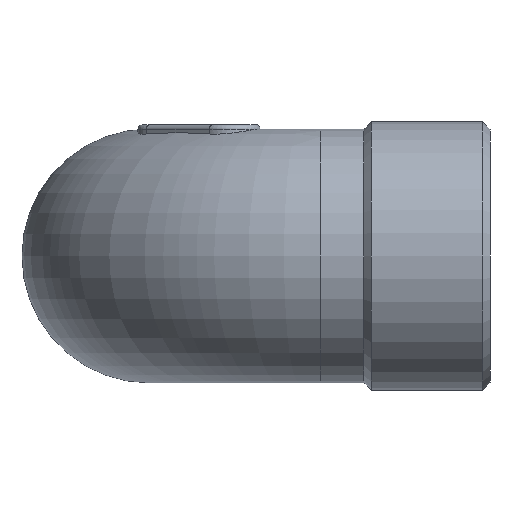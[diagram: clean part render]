
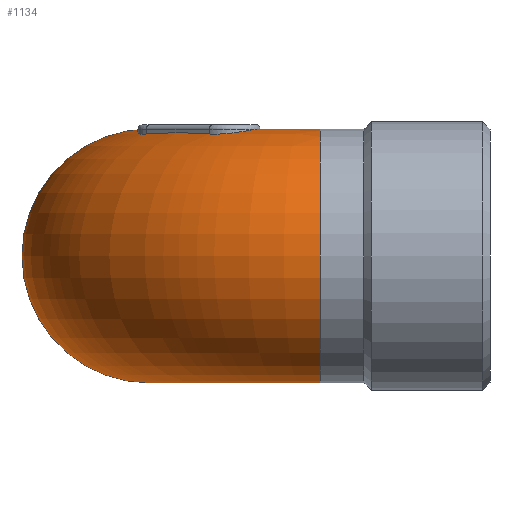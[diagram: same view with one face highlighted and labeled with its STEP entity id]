
A CAD part, left-side view. The second image highlights one B-rep face of the part: STEP entity #1134.
In plain terms, the highlighted toroidal (fillet/blend) face has major radius 11.55 mm and minor radius 8.55 mm.
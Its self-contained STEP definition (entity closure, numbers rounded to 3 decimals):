
#49=CIRCLE('',#1183,8.55);
#52=CIRCLE('',#1187,8.55);
#62=TOROIDAL_SURFACE('',#1205,11.55,8.55);
#518=ORIENTED_EDGE('',*,*,#677,.F.);
#519=ORIENTED_EDGE('',*,*,#674,.T.);
#520=ORIENTED_EDGE('',*,*,#665,.T.);
#521=ORIENTED_EDGE('',*,*,#670,.T.);
#522=ORIENTED_EDGE('',*,*,#662,.T.);
#523=ORIENTED_EDGE('',*,*,#661,.T.);
#524=ORIENTED_EDGE('',*,*,#672,.T.);
#525=ORIENTED_EDGE('',*,*,#684,.T.);
#661=EDGE_CURVE('',#775,#776,#866,.T.);
#662=EDGE_CURVE('',#766,#775,#867,.T.);
#665=EDGE_CURVE('',#777,#778,#868,.T.);
#670=EDGE_CURVE('',#778,#766,#869,.T.);
#672=EDGE_CURVE('',#776,#783,#870,.T.);
#674=EDGE_CURVE('',#784,#784,#49,.T.);
#677=EDGE_CURVE('',#787,#787,#52,.T.);
#684=EDGE_CURVE('',#783,#777,#871,.T.);
#766=VERTEX_POINT('',#2365);
#775=VERTEX_POINT('',#2388);
#776=VERTEX_POINT('',#2390);
#777=VERTEX_POINT('',#2403);
#778=VERTEX_POINT('',#2405);
#783=VERTEX_POINT('',#2428);
#784=VERTEX_POINT('',#2439);
#787=VERTEX_POINT('',#2446);
#866=B_SPLINE_CURVE_WITH_KNOTS('',3,(#2391,#2392,#2393,#2394),
 .UNSPECIFIED.,.F.,.F.,(4,4),(0.,0.006),
 .UNSPECIFIED.);
#867=B_SPLINE_CURVE_WITH_KNOTS('',3,(#2396,#2397,#2398,#2399,#2400),
 .UNSPECIFIED.,.F.,.F.,(4,1,4),(0.,0.002,
0.004),.UNSPECIFIED.);
#868=B_SPLINE_CURVE_WITH_KNOTS('',3,(#2406,#2407,#2408,#2409,#2410),
 .UNSPECIFIED.,.F.,.F.,(4,1,4),(0.,0.003,
0.006),.UNSPECIFIED.);
#869=B_SPLINE_CURVE_WITH_KNOTS('',3,(#2422,#2423,#2424,#2425),
 .UNSPECIFIED.,.F.,.F.,(4,4),(0.,0.002),
 .UNSPECIFIED.);
#870=B_SPLINE_CURVE_WITH_KNOTS('',3,(#2429,#2430,#2431,#2432,#2433,#2434),
 .UNSPECIFIED.,.F.,.F.,(4,1,1,4),(0.,0.001,
0.002,0.004),.UNSPECIFIED.);
#871=B_SPLINE_CURVE_WITH_KNOTS('',3,(#2468,#2469,#2470,#2471),
 .UNSPECIFIED.,.F.,.F.,(4,4),(-0.001,0.002),
 .UNSPECIFIED.);
#957=EDGE_LOOP('',(#518));
#958=EDGE_LOOP('',(#519));
#959=EDGE_LOOP('',(#520,#521,#522,#523,#524,#525));
#1047=FACE_BOUND('',#957,.T.);
#1048=FACE_BOUND('',#958,.T.);
#1049=FACE_BOUND('',#959,.T.);
#1134=ADVANCED_FACE('',(#1047,#1048,#1049),#62,.T.);
#1183=AXIS2_PLACEMENT_3D('',#2438,#1333,#1334);
#1187=AXIS2_PLACEMENT_3D('',#2445,#1341,#1342);
#1205=AXIS2_PLACEMENT_3D('',#2474,#1377,#1378);
#1333=DIRECTION('',(0.,1.,0.));
#1334=DIRECTION('',(0.,0.,1.));
#1341=DIRECTION('',(1.,0.,0.));
#1342=DIRECTION('',(0.,0.,1.));
#1377=DIRECTION('',(0.,0.,-1.));
#1378=DIRECTION('',(-1.,0.,0.));
#2365=CARTESIAN_POINT('',(0.756,15.561,8.55));
#2388=CARTESIAN_POINT('',(-0.153,18.91,8.227));
#2390=CARTESIAN_POINT('',(4.09,23.153,8.227));
#2391=CARTESIAN_POINT('',(-0.153,18.91,8.227));
#2392=CARTESIAN_POINT('',(1.262,20.324,8.349));
#2393=CARTESIAN_POINT('',(2.676,21.738,8.349));
#2394=CARTESIAN_POINT('',(4.09,23.153,8.227));
#2396=CARTESIAN_POINT('',(0.756,15.561,8.55));
#2397=CARTESIAN_POINT('',(0.069,15.74,8.55));
#2398=CARTESIAN_POINT('',(-1.044,16.865,8.325));
#2399=CARTESIAN_POINT('',(-0.654,18.409,8.184));
#2400=CARTESIAN_POINT('',(-0.153,18.91,8.227));
#2403=CARTESIAN_POINT('',(6.918,20.324,8.41));
#2405=CARTESIAN_POINT('',(2.676,16.082,8.41));
#2406=CARTESIAN_POINT('',(6.918,20.324,8.41));
#2407=CARTESIAN_POINT('',(6.211,19.617,8.355));
#2408=CARTESIAN_POINT('',(4.797,18.203,8.27));
#2409=CARTESIAN_POINT('',(3.383,16.789,8.355));
#2410=CARTESIAN_POINT('',(2.676,16.082,8.41));
#2422=CARTESIAN_POINT('',(2.676,16.082,8.41));
#2423=CARTESIAN_POINT('',(2.179,15.585,8.449));
#2424=CARTESIAN_POINT('',(1.437,15.383,8.55));
#2425=CARTESIAN_POINT('',(0.756,15.561,8.55));
#2428=CARTESIAN_POINT('',(7.439,22.244,8.55));
#2429=CARTESIAN_POINT('',(4.09,23.153,8.227));
#2430=CARTESIAN_POINT('',(4.341,23.403,8.205));
#2431=CARTESIAN_POINT('',(4.968,23.762,8.207));
#2432=CARTESIAN_POINT('',(6.422,23.759,8.388));
#2433=CARTESIAN_POINT('',(7.26,22.931,8.55));
#2434=CARTESIAN_POINT('',(7.439,22.244,8.55));
#2438=CARTESIAN_POINT('',(0.,11.45,0.));
#2439=CARTESIAN_POINT('',(0.,11.45,8.55));
#2445=CARTESIAN_POINT('',(11.55,23.,0.));
#2446=CARTESIAN_POINT('',(11.55,23.,8.55));
#2468=CARTESIAN_POINT('',(7.439,22.244,8.55));
#2469=CARTESIAN_POINT('',(7.617,21.565,8.55));
#2470=CARTESIAN_POINT('',(7.413,20.819,8.449));
#2471=CARTESIAN_POINT('',(6.918,20.324,8.41));
#2474=CARTESIAN_POINT('',(11.55,11.45,0.));
